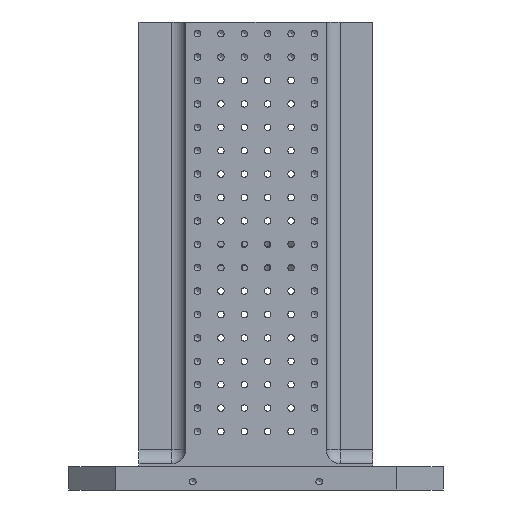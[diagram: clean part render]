
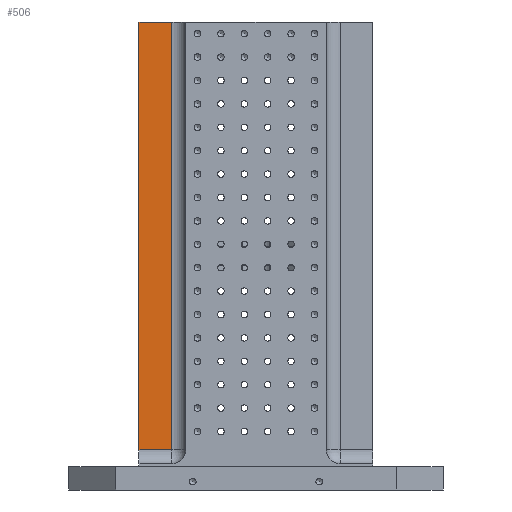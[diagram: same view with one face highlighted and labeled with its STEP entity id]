
A CAD part, front view. The second image highlights one B-rep face of the part: STEP entity #506.
In plain terms, the highlighted planar face has unit normal (0, -1, 0).
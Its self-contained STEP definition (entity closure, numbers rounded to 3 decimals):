
#506 = ADVANCED_FACE( '', ( #2543 ), #2544, .F. );
#2543 = FACE_OUTER_BOUND( '', #5922, .T. );
#2544 = PLANE( '', #5923 );
#5922 = EDGE_LOOP( '', ( #11064, #11065, #11066, #11067 ) );
#5923 = AXIS2_PLACEMENT_3D( '', #11068, #11069, #11070 );
#11064 = ORIENTED_EDGE( '', *, *, #15823, .T. );
#11065 = ORIENTED_EDGE( '', *, *, #15954, .T. );
#11066 = ORIENTED_EDGE( '', *, *, #16005, .T. );
#11067 = ORIENTED_EDGE( '', *, *, #16006, .F. );
#11068 = CARTESIAN_POINT( '', ( -250., -150., 1000. ) );
#11069 = DIRECTION( '', ( 0., 1., 0. ) );
#11070 = DIRECTION( '', ( -1., 0., 0. ) );
#15823 = EDGE_CURVE( '', #18673, #18671, #18674, .T. );
#15954 = EDGE_CURVE( '', #18671, #18904, #18907, .F. );
#16005 = EDGE_CURVE( '', #18904, #18978, #18979, .T. );
#16006 = EDGE_CURVE( '', #18673, #18978, #18980, .T. );
#18671 = VERTEX_POINT( '', #24539 );
#18673 = VERTEX_POINT( '', #24541 );
#18674 = LINE( '', #24542, #24543 );
#18904 = VERTEX_POINT( '', #24845 );
#18907 = LINE( '', #24848, #24849 );
#18978 = VERTEX_POINT( '', #25186 );
#18979 = LINE( '', #25187, #25188 );
#18980 = LINE( '', #25189, #25190 );
#24539 = CARTESIAN_POINT( '', ( -250., -150., 86. ) );
#24541 = CARTESIAN_POINT( '', ( -250., -150., 1000. ) );
#24542 = CARTESIAN_POINT( '', ( -250., -150., 1000. ) );
#24543 = VECTOR( '', #28874, 1000. );
#24845 = CARTESIAN_POINT( '', ( -180., -150., 86. ) );
#24848 = CARTESIAN_POINT( '', ( -250., -150., 86. ) );
#24849 = VECTOR( '', #29176, 1000. );
#25186 = CARTESIAN_POINT( '', ( -180., -150., 1000. ) );
#25187 = CARTESIAN_POINT( '', ( -180., -150., 1000. ) );
#25188 = VECTOR( '', #29247, 1000. );
#25189 = CARTESIAN_POINT( '', ( -250., -150., 1000. ) );
#25190 = VECTOR( '', #29248, 1000. );
#28874 = DIRECTION( '', ( 0., 0., -1. ) );
#29176 = DIRECTION( '', ( -1., 0., 0. ) );
#29247 = DIRECTION( '', ( 0., 0., 1. ) );
#29248 = DIRECTION( '', ( 1., 0., 0. ) );
